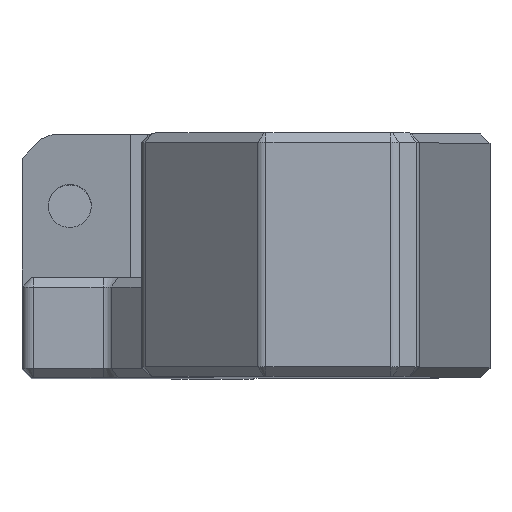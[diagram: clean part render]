
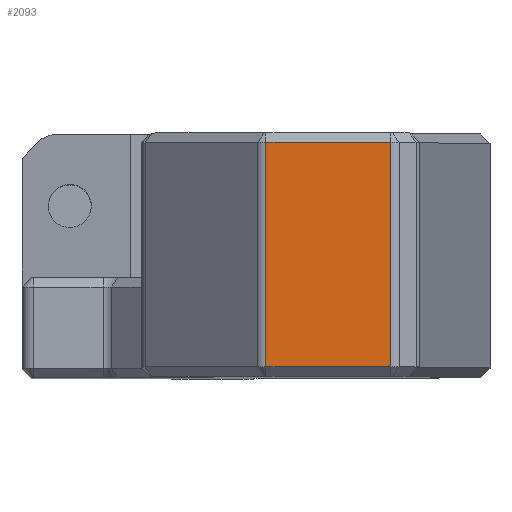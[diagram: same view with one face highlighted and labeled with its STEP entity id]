
A CAD part, top view. The second image highlights one B-rep face of the part: STEP entity #2093.
In plain terms, the highlighted planar face has unit normal (0, 0, 1).
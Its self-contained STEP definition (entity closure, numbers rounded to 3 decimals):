
#201=FACE_OUTER_BOUND('',#330,.T.);
#330=EDGE_LOOP('',(#1565,#1566,#1567,#1568));
#446=LINE('',#3116,#675);
#514=LINE('',#3311,#743);
#515=LINE('',#3315,#744);
#516=LINE('',#3316,#745);
#675=VECTOR('',#2465,10.);
#743=VECTOR('',#2665,10.);
#744=VECTOR('',#2670,10.);
#745=VECTOR('',#2671,10.);
#902=VERTEX_POINT('',#3106);
#904=VERTEX_POINT('',#3112);
#966=VERTEX_POINT('',#3310);
#967=VERTEX_POINT('',#3314);
#1097=EDGE_CURVE('',#902,#904,#446,.T.);
#1195=EDGE_CURVE('',#904,#966,#514,.T.);
#1197=EDGE_CURVE('',#967,#902,#515,.T.);
#1198=EDGE_CURVE('',#966,#967,#516,.T.);
#1565=ORIENTED_EDGE('',*,*,#1097,.F.);
#1566=ORIENTED_EDGE('',*,*,#1197,.F.);
#1567=ORIENTED_EDGE('',*,*,#1198,.F.);
#1568=ORIENTED_EDGE('',*,*,#1195,.F.);
#1997=PLANE('',#2267);
#2093=ADVANCED_FACE('',(#201),#1997,.T.);
#2267=AXIS2_PLACEMENT_3D('',#3313,#2668,#2669);
#2465=DIRECTION('',(-1.,0.,0.));
#2665=DIRECTION('',(0.,1.,0.));
#2668=DIRECTION('center_axis',(0.,0.,1.));
#2669=DIRECTION('ref_axis',(1.,0.,0.));
#2670=DIRECTION('',(0.,-1.,0.));
#2671=DIRECTION('',(1.,0.,0.));
#3106=CARTESIAN_POINT('',(9.341,0.4,81.742));
#3112=CARTESIAN_POINT('',(4.117,0.4,81.742));
#3116=CARTESIAN_POINT('',(1.305,0.4,81.742));
#3310=CARTESIAN_POINT('',(4.117,9.8,81.742));
#3311=CARTESIAN_POINT('',(4.117,0.,81.742));
#3313=CARTESIAN_POINT('Origin',(-1.09,0.,81.742));
#3314=CARTESIAN_POINT('',(9.341,9.8,81.742));
#3315=CARTESIAN_POINT('',(9.341,0.,81.742));
#3316=CARTESIAN_POINT('',(2.08,9.8,81.742));
